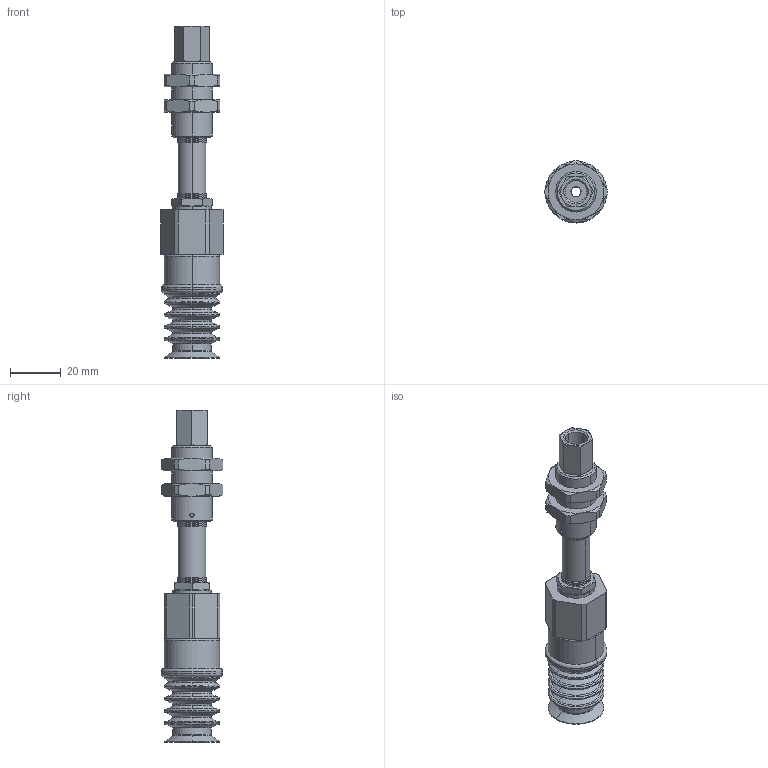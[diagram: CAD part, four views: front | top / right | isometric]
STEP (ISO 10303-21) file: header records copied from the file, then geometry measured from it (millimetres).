
FILE_DESCRIPTION (( 'STEP AP203' ), '1' );
FILE_NAME ('01.STEP', '2021-04-09T01:51:38', ( '' ), ( '' ), 'SwSTEP 2.0', 'SolidWorks 2017', '' );
FILE_SCHEMA (( 'CONFIG_CONTROL_DESIGN' ));
Length unit declared in the file: millimetre
Products named in the file (2): 01
Bounding box: 24.5 x 24.4 x 130.9 mm (x, y, z)
Volume: 26750.5 mm3; surface area: 19717.1 mm2
Topology: 3 solids, 4 shells, 320 faces, 733 edges, 440 vertices
Faces by surface type: cone 104, cylinder 75, plane 75, bspline 66
Entity records: 10226 total; most frequent: CARTESIAN_POINT 3047, DIRECTION 1515, ORIENTED_EDGE 1466, EDGE_CURVE 733, AXIS2_PLACEMENT_3D 656, VERTEX_POINT 440, CIRCLE 400, EDGE_LOOP 349
